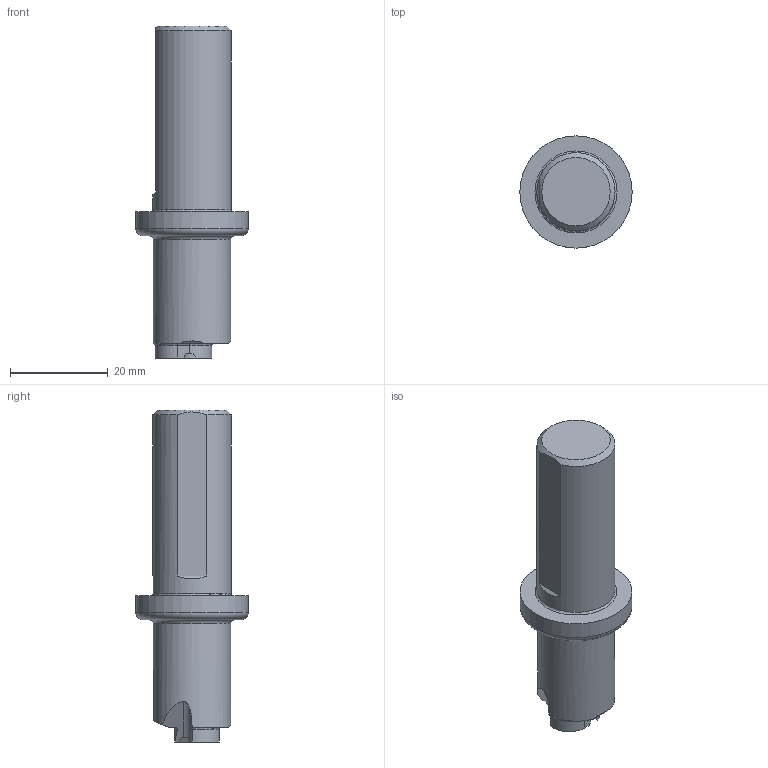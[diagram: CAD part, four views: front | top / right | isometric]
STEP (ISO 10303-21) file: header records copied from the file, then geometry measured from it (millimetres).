
FILE_DESCRIPTION(/* description */ (''),/* implementation_level */ '2;1');
FILE_NAME(/* name */ '1554466221494.stp',/* time_stamp */ '2019-04-05T14:10:34+02:00',/* author */ (''),/* organization */ ('SMS'),/* preprocessor_version */ 'ST-DEVELOPER v15',/* originating_system */ 'SIEMENS PLM Software NX 8.5',/* authorisation */ '');
FILE_SCHEMA (('AUTOMOTIVE_DESIGN { 1 0 10303 214 3 1 1 1 }'));
Length unit declared in the file: millimetre
Products named in the file (1): 111155970mod000_01
Bounding box: 23 x 23 x 68 mm (x, y, z)
Volume: 14099.9 mm3; surface area: 4170.4 mm2
Topology: 1 solids, 1 shells, 48 faces, 122 edges, 81 vertices
Faces by surface type: plane 25, cylinder 14, torus 7, cone 1, bspline 1
Full cylindrical faces by diameter (mm): 15.8 x1, 16 x1, 23 x1
Entity records: 1546 total; most frequent: CARTESIAN_POINT 356, DIRECTION 254, ORIENTED_EDGE 226, EDGE_CURVE 113, AXIS2_PLACEMENT_3D 105, VERTEX_POINT 76, EDGE_LOOP 57, ADVANCED_FACE 48
